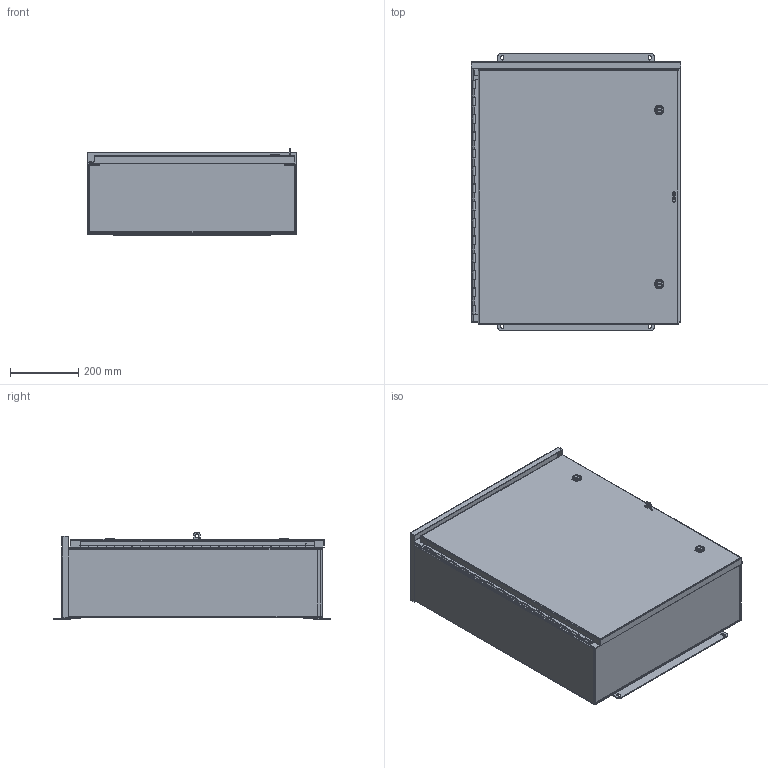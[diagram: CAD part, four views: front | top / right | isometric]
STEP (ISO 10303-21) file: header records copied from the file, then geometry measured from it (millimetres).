
FILE_DESCRIPTION(/* description */ ('RHC, BLR, MEDIUM, CS, 30X24X8'),/* implementation_level */ '2;1');
FILE_NAME(/* name */ 'RHC302408.stp',/* time_stamp */ '2017-02-20T19:47:22+05:00',/* author */ ('bjayachandran'),/* organization */ (''),/* preprocessor_version */ 'ST-DEVELOPER v16.1',/* originating_system */ 'Autodesk Inventor 2016',/* authorisation */ '');
FILE_SCHEMA (('AUTOMOTIVE_DESIGN { 1 0 10303 214 3 1 1 }'));
Length unit declared in the file: inch
Products named in the file (25): RHC302408BLR; RHC24TOP; RHC2408BTM; RHC3024LID; RHC2408CAP; 328106T; 328106L; 328106P-1; 328106; 34886; 3889; HFW384001; HFW369107; 1000-101-GPF_GPD; 1000-02; 1000-u45_asm; 1000-318; 1000-03; 1000-277-01; 1000-u142_asm; 1000-23; 1000-14_prt; HFW351146; HFW351146_1; RHC-assm
Assembly tree (32 placements, depth 4):
  RHC-assm
    RHC302408BLR
    RHC24TOP
    RHC2408BTM
    RHC3024LID
    RHC2408CAP
    328106
      328106T
      328106L
      328106P-1
    34886  x2
    3889  x4
    HFW384001
    HFW369107
    HFW351146
      1000-u45_asm
        1000-101-GPF_GPD
        1000-02
      1000-u142_asm
        1000-318
        1000-03
        1000-277-01
      1000-23
      1000-14_prt
    HFW351146_1
      1000-u45_asm
        1000-101-GPF_GPD
        1000-02
      1000-u142_asm
        1000-318
        1000-03
        1000-277-01
      1000-23
      1000-14_prt
Bounding box: 614.95 x 812.8 x 254.3 mm (x, y, z)
Volume: 3534486.5 mm3; surface area: 3703935 mm2
Topology: 30 solids, 30 shells, 1420 faces, 3508 edges, 2190 vertices
Faces by surface type: plane 813, cylinder 457, bspline 75, torus 35, cone 31, sphere 9
Full cylindrical faces by diameter (mm): 2.921 x2, 3.048 x13, 3.175 x1, 4.762 x1, 5 x2, 5.029 x1, 5.105 x1, 6 x2, 8.382 x8, 9.9 x2, 10 x2, 10.2 x2, 11.05 x2, 11.112 x1, 12.8 x2, 13.5 x2, 15.2 x2, 15.8 x2, 15.875 x4, 16.1 x2, 19.8 x2, 23 x2, 27 x2, 28 x2
Entity records: 33248 total; most frequent: CARTESIAN_POINT 8432, DIRECTION 4904, ORIENTED_EDGE 4780, EDGE_CURVE 2390, AXIS2_PLACEMENT_3D 1645, LINE 1614, VECTOR 1614, VERTEX_POINT 1518
